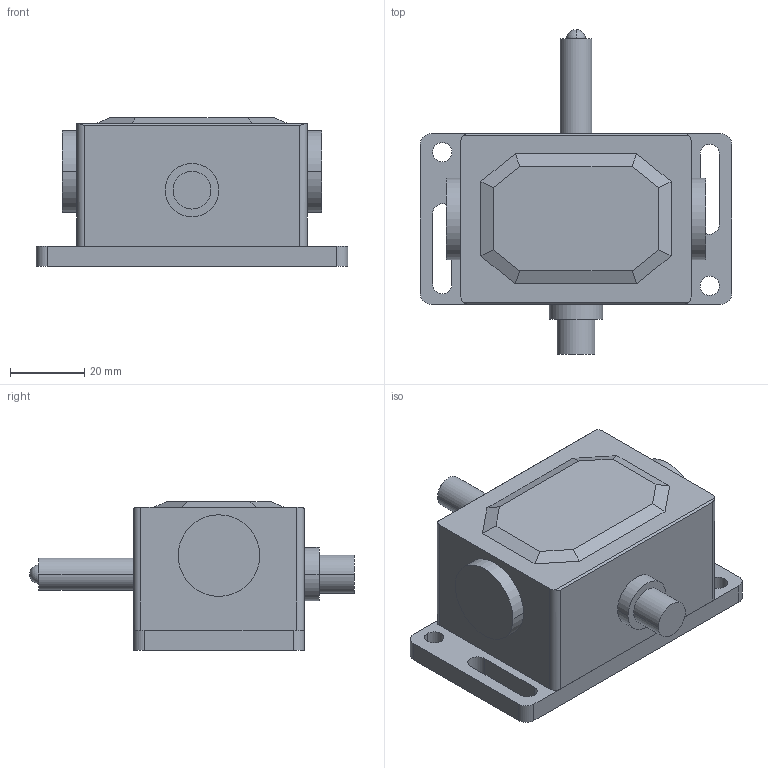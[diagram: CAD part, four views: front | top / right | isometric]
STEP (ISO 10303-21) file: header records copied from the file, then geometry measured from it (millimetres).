
FILE_DESCRIPTION((''),'2;1');
FILE_NAME('3d_PLNC1A.stp','2012-10-03T08:01:47',(''),(''),'Mechanical Desktop 2011','Mechanical Desktop 2011',', , ');
FILE_SCHEMA(('CONFIG_CONTROL_DESIGN'));
Length unit declared in the file: millimetre
Products named in the file (1): Product
Bounding box: 84 x 87.5 x 40 mm (x, y, z)
Volume: 121663.1 mm3; surface area: 29260.8 mm2
Topology: 9 solids, 9 shells, 67 faces, 159 edges, 112 vertices
Faces by surface type: plane 39, cylinder 26, sphere 2
Entity records: 2032 total; most frequent: DIRECTION 358, CARTESIAN_POINT 331, ORIENTED_EDGE 302, EDGE_CURVE 151, AXIS2_PLACEMENT_3D 133, VERTEX_POINT 102, VECTOR 92, LINE 92
